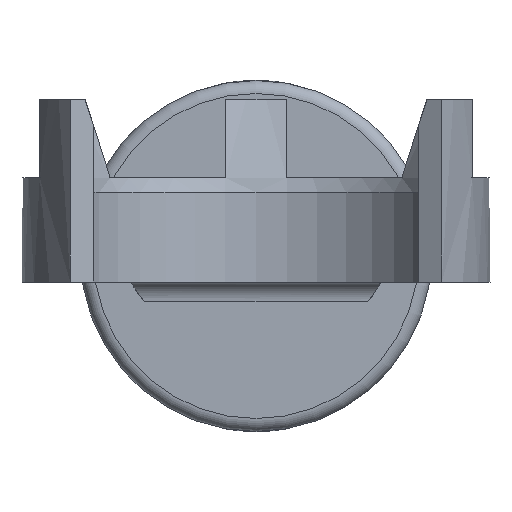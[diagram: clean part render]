
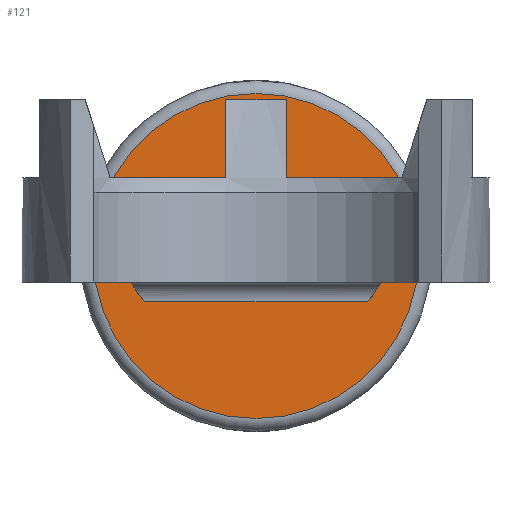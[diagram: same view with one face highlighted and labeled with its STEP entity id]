
A CAD part, left-side view. The second image highlights one B-rep face of the part: STEP entity #121.
In plain terms, the highlighted planar face has unit normal (-1, 0, 0).
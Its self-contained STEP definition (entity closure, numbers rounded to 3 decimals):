
#121 = ADVANCED_FACE( '', ( #260, #261 ), #262, .T. );
#260 = FACE_OUTER_BOUND( '', #412, .T. );
#261 = FACE_BOUND( '', #413, .T. );
#262 = PLANE( '', #414 );
#412 = EDGE_LOOP( '', ( #680 ) );
#413 = EDGE_LOOP( '', ( #681, #682, #683, #684 ) );
#414 = AXIS2_PLACEMENT_3D( '', #685, #686, #687 );
#680 = ORIENTED_EDGE( '', *, *, #956, .T. );
#681 = ORIENTED_EDGE( '', *, *, #907, .T. );
#682 = ORIENTED_EDGE( '', *, *, #947, .T. );
#683 = ORIENTED_EDGE( '', *, *, #884, .T. );
#684 = ORIENTED_EDGE( '', *, *, #878, .T. );
#685 = CARTESIAN_POINT( '', ( 28.04, 0., 2. ) );
#686 = DIRECTION( '', ( -1., 0., 0. ) );
#687 = DIRECTION( '', ( 0., -1., 0. ) );
#878 = EDGE_CURVE( '', #1049, #1047, #1050, .T. );
#884 = EDGE_CURVE( '', #1056, #1049, #1059, .T. );
#907 = EDGE_CURVE( '', #1047, #1095, #1097, .T. );
#947 = EDGE_CURVE( '', #1095, #1056, #1157, .T. );
#956 = EDGE_CURVE( '', #1167, #1167, #1168, .T. );
#1047 = VERTEX_POINT( '', #1363 );
#1049 = VERTEX_POINT( '', #1376 );
#1050 = CIRCLE( '', #1377, 5. );
#1056 = VERTEX_POINT( '', #1397 );
#1059 = LINE( '', #1412, #1413 );
#1095 = VERTEX_POINT( '', #1583 );
#1097 = LINE( '', #1598, #1599 );
#1157 = CIRCLE( '', #1759, 5. );
#1167 = VERTEX_POINT( '', #1779 );
#1168 = CIRCLE( '', #1780, 12.5 );
#1363 = CARTESIAN_POINT( '', ( 28.04, 8.571, 5.5 ) );
#1376 = CARTESIAN_POINT( '', ( 28.04, 8.571, -1.5 ) );
#1377 = AXIS2_PLACEMENT_3D( '', #1876, #1877, #1878 );
#1397 = CARTESIAN_POINT( '', ( 28.04, -8.571, -1.5 ) );
#1412 = CARTESIAN_POINT( '', ( 28.04, 0., -1.5 ) );
#1413 = VECTOR( '', #1881, 1000. );
#1583 = CARTESIAN_POINT( '', ( 28.04, -8.571, 5.5 ) );
#1598 = CARTESIAN_POINT( '', ( 28.04, -9.583, 5.5 ) );
#1599 = VECTOR( '', #1903, 1000. );
#1759 = AXIS2_PLACEMENT_3D( '', #1942, #1943, #1944 );
#1779 = CARTESIAN_POINT( '', ( 28.04, -12.5, 2. ) );
#1780 = AXIS2_PLACEMENT_3D( '', #1952, #1953, #1954 );
#1876 = CARTESIAN_POINT( '', ( 28.04, 5., 2. ) );
#1877 = DIRECTION( '', ( 1., 0., 0. ) );
#1878 = DIRECTION( '', ( 0., -1., 0. ) );
#1881 = DIRECTION( '', ( 0., 1., 0. ) );
#1903 = DIRECTION( '', ( 0., -1., 0. ) );
#1942 = CARTESIAN_POINT( '', ( 28.04, -5., 2. ) );
#1943 = DIRECTION( '', ( 1., 0., 0. ) );
#1944 = DIRECTION( '', ( 0., 1., 0. ) );
#1952 = CARTESIAN_POINT( '', ( 28.04, 0., 2. ) );
#1953 = DIRECTION( '', ( -1., 0., 0. ) );
#1954 = DIRECTION( '', ( 0., -1., 0. ) );
